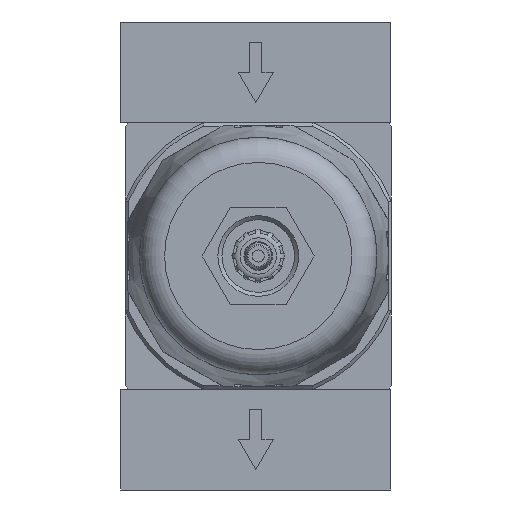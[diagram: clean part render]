
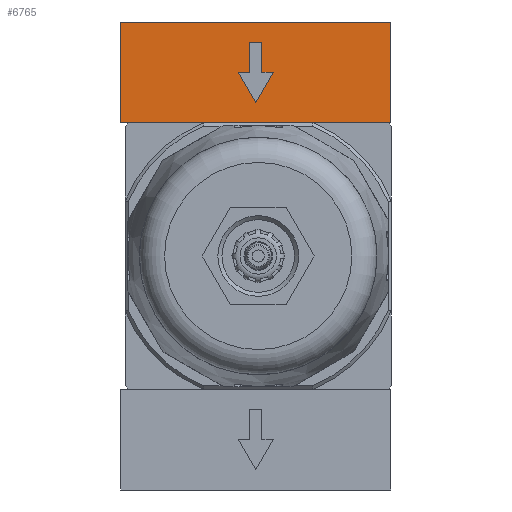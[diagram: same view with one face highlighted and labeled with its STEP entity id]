
A CAD part, front view. The second image highlights one B-rep face of the part: STEP entity #6765.
In plain terms, the highlighted face is planar.
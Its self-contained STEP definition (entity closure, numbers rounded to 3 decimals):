
#1506=ORIENTED_EDGE('',*,*,#2569,.F.);
#1507=ORIENTED_EDGE('',*,*,#2570,.F.);
#1508=ORIENTED_EDGE('',*,*,#2571,.F.);
#1509=ORIENTED_EDGE('',*,*,#2572,.F.);
#1510=ORIENTED_EDGE('',*,*,#2573,.F.);
#1511=ORIENTED_EDGE('',*,*,#2574,.F.);
#1512=ORIENTED_EDGE('',*,*,#2575,.F.);
#1513=ORIENTED_EDGE('',*,*,#2576,.F.);
#1514=ORIENTED_EDGE('',*,*,#2568,.F.);
#1515=ORIENTED_EDGE('',*,*,#2577,.T.);
#1516=ORIENTED_EDGE('',*,*,#2578,.T.);
#2568=EDGE_CURVE('',#3186,#3184,#3614,.T.);
#2569=EDGE_CURVE('',#3187,#3188,#3615,.T.);
#2570=EDGE_CURVE('',#3189,#3187,#3616,.T.);
#2571=EDGE_CURVE('',#3190,#3189,#3617,.T.);
#2572=EDGE_CURVE('',#3191,#3190,#3618,.T.);
#2573=EDGE_CURVE('',#3192,#3191,#3619,.T.);
#2574=EDGE_CURVE('',#3193,#3192,#3620,.T.);
#2575=EDGE_CURVE('',#3188,#3193,#3621,.T.);
#2576=EDGE_CURVE('',#3184,#3194,#3622,.T.);
#2577=EDGE_CURVE('',#3186,#3195,#3623,.T.);
#2578=EDGE_CURVE('',#3195,#3194,#3624,.T.);
#3184=VERTEX_POINT('',#10532);
#3186=VERTEX_POINT('',#10536);
#3187=VERTEX_POINT('',#10540);
#3188=VERTEX_POINT('',#10541);
#3189=VERTEX_POINT('',#10543);
#3190=VERTEX_POINT('',#10545);
#3191=VERTEX_POINT('',#10547);
#3192=VERTEX_POINT('',#10549);
#3193=VERTEX_POINT('',#10551);
#3194=VERTEX_POINT('',#10554);
#3195=VERTEX_POINT('',#10556);
#3614=LINE('',#10537,#3968);
#3615=LINE('',#10539,#3969);
#3616=LINE('',#10542,#3970);
#3617=LINE('',#10544,#3971);
#3618=LINE('',#10546,#3972);
#3619=LINE('',#10548,#3973);
#3620=LINE('',#10550,#3974);
#3621=LINE('',#10552,#3975);
#3622=LINE('',#10553,#3976);
#3623=LINE('',#10555,#3977);
#3624=LINE('',#10557,#3978);
#3968=VECTOR('',#8406,1000.);
#3969=VECTOR('',#8409,1000.);
#3970=VECTOR('',#8410,1000.);
#3971=VECTOR('',#8411,1000.);
#3972=VECTOR('',#8412,1000.);
#3973=VECTOR('',#8413,1000.);
#3974=VECTOR('',#8414,1000.);
#3975=VECTOR('',#8415,1000.);
#3976=VECTOR('',#8416,1000.);
#3977=VECTOR('',#8417,1000.);
#3978=VECTOR('',#8418,1000.);
#4380=EDGE_LOOP('',(#1506,#1507,#1508,#1509,#1510,#1511,#1512));
#4381=EDGE_LOOP('',(#1513,#1514,#1515,#1516));
#4878=FACE_BOUND('',#4380,.T.);
#4879=FACE_BOUND('',#4381,.T.);
#5211=PLANE('',#7271);
#6765=ADVANCED_FACE('',(#4878,#4879),#5211,.T.);
#7271=AXIS2_PLACEMENT_3D('',#10538,#8407,#8408);
#8406=DIRECTION('',(0.,1.,0.));
#8407=DIRECTION('',(0.,0.,1.));
#8408=DIRECTION('',(1.,0.,0.));
#8409=DIRECTION('',(-1.,0.,0.));
#8410=DIRECTION('',(0.,-1.,0.));
#8411=DIRECTION('',(-1.,0.,0.));
#8412=DIRECTION('',(0.,1.,0.));
#8413=DIRECTION('',(-1.,0.,0.));
#8414=DIRECTION('',(0.5,0.866,0.));
#8415=DIRECTION('',(0.5,-0.866,0.));
#8416=DIRECTION('',(1.,0.,0.));
#8417=DIRECTION('',(1.,0.,0.));
#8418=DIRECTION('',(0.,1.,0.));
#10532=CARTESIAN_POINT('',(-33.5,25.,20.));
#10536=CARTESIAN_POINT('',(-33.5,0.,20.));
#10537=CARTESIAN_POINT('',(-33.5,0.,20.));
#10538=CARTESIAN_POINT('',(-33.5,0.,20.));
#10539=CARTESIAN_POINT('',(-1.5,12.5,20.));
#10540=CARTESIAN_POINT('',(-1.5,12.5,20.));
#10541=CARTESIAN_POINT('',(-4.33,12.5,20.));
#10542=CARTESIAN_POINT('',(-1.5,20.,20.));
#10543=CARTESIAN_POINT('',(-1.5,20.,20.));
#10544=CARTESIAN_POINT('',(1.5,20.,20.));
#10545=CARTESIAN_POINT('',(1.5,20.,20.));
#10546=CARTESIAN_POINT('',(1.5,12.5,20.));
#10547=CARTESIAN_POINT('',(1.5,12.5,20.));
#10548=CARTESIAN_POINT('',(4.33,12.5,20.));
#10549=CARTESIAN_POINT('',(4.33,12.5,20.));
#10550=CARTESIAN_POINT('',(0.,5.,20.));
#10551=CARTESIAN_POINT('',(0.,5.,20.));
#10552=CARTESIAN_POINT('',(-4.33,12.5,20.));
#10553=CARTESIAN_POINT('',(-33.5,25.,20.));
#10554=CARTESIAN_POINT('',(33.5,25.,20.));
#10555=CARTESIAN_POINT('',(-33.5,0.,20.));
#10556=CARTESIAN_POINT('',(33.5,0.,20.));
#10557=CARTESIAN_POINT('',(33.5,0.,20.));
